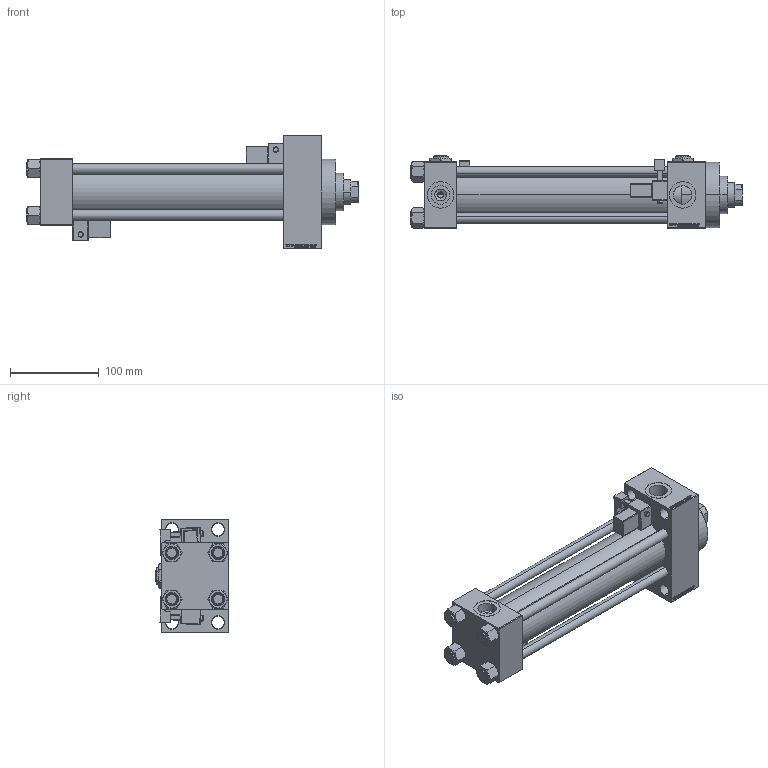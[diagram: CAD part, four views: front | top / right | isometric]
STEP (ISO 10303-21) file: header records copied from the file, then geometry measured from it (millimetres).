
FILE_DESCRIPTION (( 'STEP AP203' ), '1' );
FILE_NAME ('8a13.STEP', '2024-11-05T18:58:34', ( '' ), ( '' ), 'SwSTEP 2.0', 'SolidWorks 2019', '' );
FILE_SCHEMA (( 'CONFIG_CONTROL_DESIGN' ));
Length unit declared in the file: millimetre
Products named in the file (8): V215CR_VCP_D 1757c6d5e652fbc95e410b8275f19860; Zatka_pro_OIL_PORT 1757c6d5e652fbc95e410b8275f19860; V215CR_D_Body 1757c6d5e652fbc95e410b8275f19860; V215CR_MSU 1757c6d5e652fbc95e410b8275f19860; 8a13; V215_VC_A 1757c6d5e652fbc95e410b8275f19860; V215CR_D_TYCINKA 1757c6d5e652fbc95e410b8275f19860; NUT_M5_D 1757c6d5e652fbc95e410b8275f19860
Assembly tree (15 placements, depth 2):
  8a13
    V215CR_D_Body 1757c6d5e652fbc95e410b8275f19860
    V215CR_VCP_D 1757c6d5e652fbc95e410b8275f19860
    NUT_M5_D 1757c6d5e652fbc95e410b8275f19860  x4
    V215CR_D_TYCINKA 1757c6d5e652fbc95e410b8275f19860  x4
    V215_VC_A 1757c6d5e652fbc95e410b8275f19860
    V215CR_MSU 1757c6d5e652fbc95e410b8275f19860  x2
    Zatka_pro_OIL_PORT 1757c6d5e652fbc95e410b8275f19860  x2
Bounding box: 375 x 82.27 x 128 mm (x, y, z)
Volume: 1125147.8 mm3; surface area: 290029.7 mm2
Topology: 15 solids, 15 shells, 1358 faces, 3344 edges, 2116 vertices
Faces by surface type: plane 603, bspline 368, cone 184, cylinder 159, sphere 24, torus 20
Entity records: 51499 total; most frequent: CARTESIAN_POINT 26073, ORIENTED_EDGE 5606, DIRECTION 3839, EDGE_CURVE 2803, VERTEX_POINT 1818, LINE 1651, VECTOR 1651, EDGE_LOOP 1261
